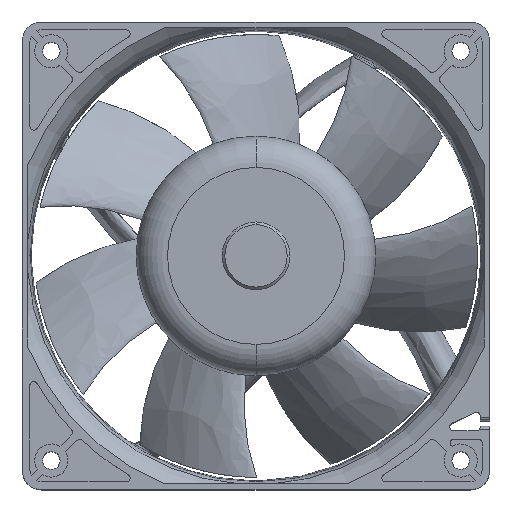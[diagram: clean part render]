
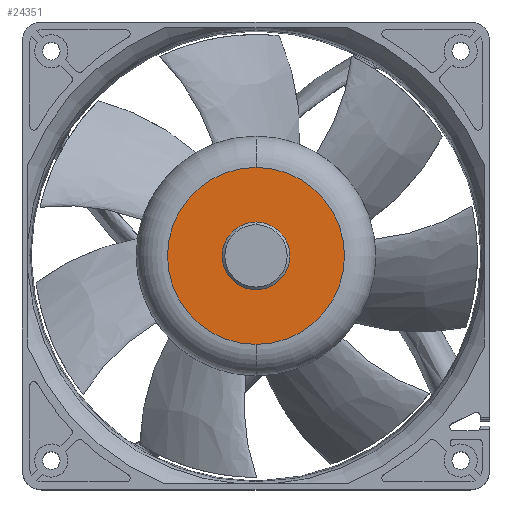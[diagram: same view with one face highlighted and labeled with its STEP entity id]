
A CAD part, top view. The second image highlights one B-rep face of the part: STEP entity #24351.
In plain terms, the highlighted planar face has unit normal (0, 0, 1).
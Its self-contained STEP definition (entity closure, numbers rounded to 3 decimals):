
#20827=CARTESIAN_POINT('',(0.,0.,0.4));
#20828=DIRECTION('',(0.,0.,1.));
#20829=DIRECTION('',(0.,1.,0.));
#20830=AXIS2_PLACEMENT_3D('',#20827,#20828,#20829);
#20832=CARTESIAN_POINT('',(0.,0.,0.4));
#20833=DIRECTION('',(0.,0.,-1.));
#20834=DIRECTION('',(0.,1.,0.));
#20835=AXIS2_PLACEMENT_3D('',#20832,#20833,#20834);
#20842=CARTESIAN_POINT('',(0.,0.,0.4));
#20843=DIRECTION('',(0.,0.,1.));
#20844=DIRECTION('',(0.,-1.,0.));
#20845=AXIS2_PLACEMENT_3D('',#20842,#20843,#20844);
#20856=CARTESIAN_POINT('',(0.,0.,0.4));
#20857=DIRECTION('',(0.,0.,1.));
#20858=DIRECTION('',(0.,1.,0.));
#20859=AXIS2_PLACEMENT_3D('',#20856,#20857,#20858);
#21320=CARTESIAN_POINT('',(0.,22.7,0.4));
#21322=VERTEX_POINT('',#21320);
#21327=CARTESIAN_POINT('',(0.,-22.7,0.4));
#21328=VERTEX_POINT('',#21327);
#21344=CARTESIAN_POINT('',(0.,-8.7,0.4));
#21345=CARTESIAN_POINT('',(0.,8.7,0.4));
#21346=VERTEX_POINT('',#21344);
#21347=VERTEX_POINT('',#21345);
#24336=CARTESIAN_POINT('',(0.,0.,0.4));
#24337=DIRECTION('',(0.,0.,-1.));
#24338=DIRECTION('',(0.,-1.,0.));
#24339=AXIS2_PLACEMENT_3D('',#24336,#24337,#24338);
#24340=PLANE('',#24339);
#24341=ORIENTED_EDGE('',*,*,#24329,.F.);
#24342=ORIENTED_EDGE('',*,*,#24318,.T.);
#24343=EDGE_LOOP('',(#24341,#24342));
#24344=FACE_OUTER_BOUND('',#24343,.F.);
#24346=ORIENTED_EDGE('',*,*,#24345,.T.);
#24348=ORIENTED_EDGE('',*,*,#24347,.T.);
#24349=EDGE_LOOP('',(#24346,#24348));
#24350=FACE_BOUND('',#24349,.F.);
#24351=ADVANCED_FACE('',(#24344,#24350),#24340,.F.);
#20831=CIRCLE('',#20830,22.7);
#20836=CIRCLE('',#20835,22.7);
#20846=CIRCLE('',#20845,8.7);
#20860=CIRCLE('',#20859,8.7);
#24318=EDGE_CURVE('',#21322,#21328,#20836,.T.);
#24329=EDGE_CURVE('',#21322,#21328,#20831,.T.);
#24345=EDGE_CURVE('',#21346,#21347,#20846,.T.);
#24347=EDGE_CURVE('',#21347,#21346,#20860,.T.);
